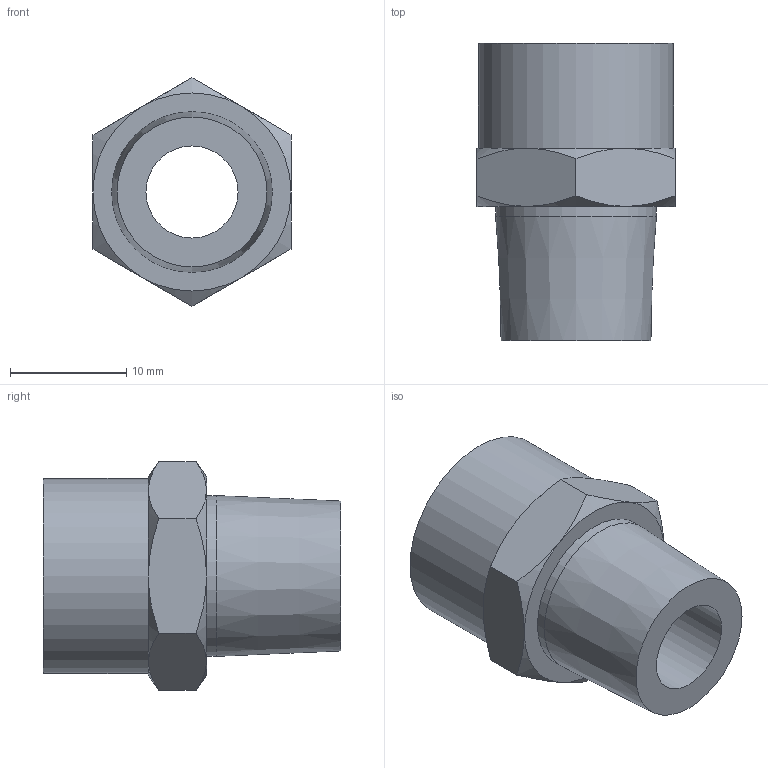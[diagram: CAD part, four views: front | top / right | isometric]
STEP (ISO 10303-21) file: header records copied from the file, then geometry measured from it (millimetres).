
FILE_DESCRIPTION(/* description */ ('Unknown'),/* implementation_level */ '2;1');
FILE_NAME(/* name */ 'A5.1;4.1;4',/* time_stamp */ '2019-05-06T09:14:58-04:00',/* author */ ('Unknown'),/* organization */ ('Unknown'),/* preprocessor_version */ 'ST-DEVELOPER v16.7',/* originating_system */ 'DEX',/* authorisation */ $);
FILE_SCHEMA (('AUTOMOTIVE_DESIGN {1 0 10303 214 3 1 1}'));
Length unit declared in the file: millimetre
Products named in the file (1): A5.1;4.1;4
Bounding box: 17 x 25.5 x 19.63 mm (x, y, z)
Volume: 2754.1 mm3; surface area: 2351.2 mm2
Topology: 1 solids, 1 shells, 30 faces, 62 edges, 37 vertices
Faces by surface type: cone 15, plane 11, cylinder 4
Full cylindrical faces by diameter (mm): 7.9 x1, 12.301 x1, 13.8 x1, 16.75 x1
Entity records: 998 total; most frequent: CARTESIAN_POINT 195, DIRECTION 114, ORIENTED_EDGE 106, AXIS2_PLACEMENT_3D 54, EDGE_CURVE 53, EDGE_LOOP 42, FACE_BOUND 42, VERTEX_POINT 35
